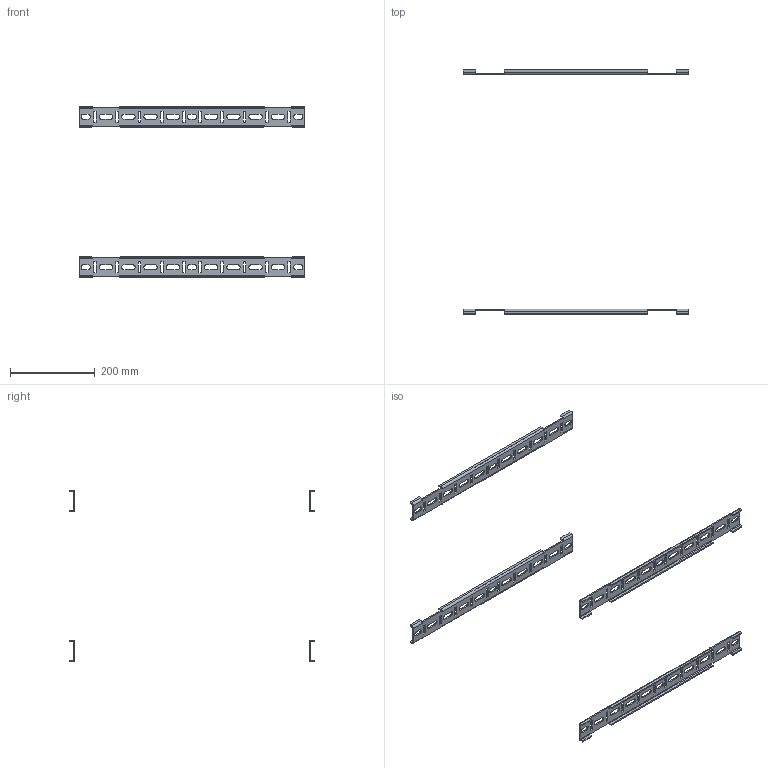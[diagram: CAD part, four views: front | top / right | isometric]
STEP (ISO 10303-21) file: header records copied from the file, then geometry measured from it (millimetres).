
FILE_DESCRIPTION (( 'STEP AP203' ), '1' );
FILE_NAME ('SCE-PSK24.step', '2021-01-08T15:57:11', ( 'ADC123' ), ( 'Microsoft' ), 'SwSTEP 2.0', 'SolidWorks 2019', '' );
FILE_SCHEMA (( 'CONFIG_CONTROL_DESIGN' ));
Length unit declared in the file: inch
Products named in the file (1): SCE-PSK24
Bounding box: 533.4 x 577.06 x 406.4 mm (x, y, z)
Volume: 340833.6 mm3; surface area: 248766.4 mm2
Topology: 4 solids, 4 shells, 664 faces, 1904 edges, 1248 vertices
Faces by surface type: plane 384, cylinder 184, bspline 96
Entity records: 24397 total; most frequent: CARTESIAN_POINT 6825, ORIENTED_EDGE 3808, DIRECTION 3282, EDGE_CURVE 1904, LINE 1408, VECTOR 1408, VERTEX_POINT 1248, AXIS2_PLACEMENT_3D 937
